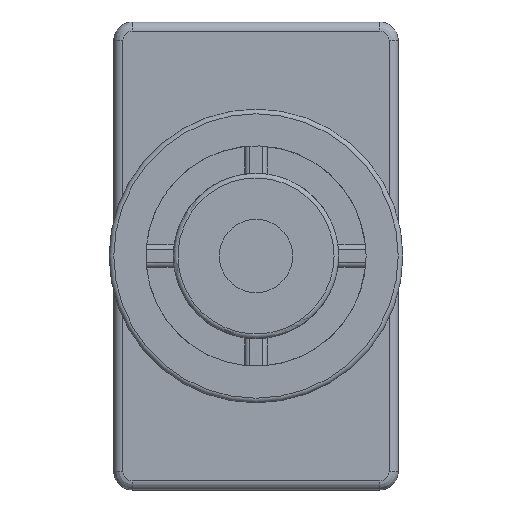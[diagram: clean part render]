
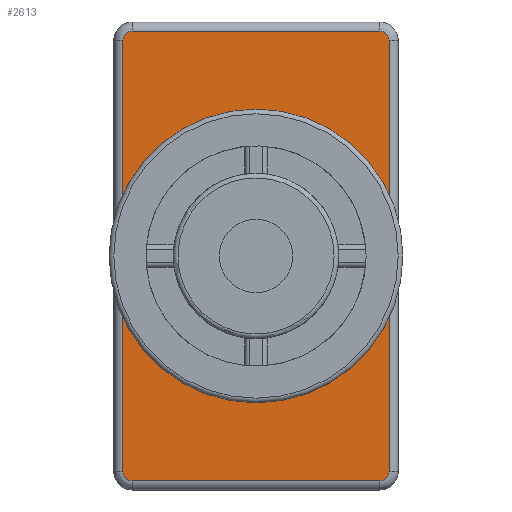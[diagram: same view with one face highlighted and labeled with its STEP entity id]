
A CAD part, front view. The second image highlights one B-rep face of the part: STEP entity #2613.
In plain terms, the highlighted face is planar.
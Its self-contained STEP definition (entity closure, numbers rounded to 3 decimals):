
#76=FACE_BOUND('',#527,.T.);
#147=CIRCLE('',#2823,1.);
#167=CIRCLE('',#2847,1.);
#172=CIRCLE('',#2855,1.);
#174=CIRCLE('',#2860,1.);
#175=CIRCLE('',#2861,6.5);
#233=PLANE('',#2859);
#357=FACE_OUTER_BOUND('',#526,.T.);
#526=EDGE_LOOP('',(#2181,#2182,#2183,#2184,#2185,#2186,#2187,#2188));
#527=EDGE_LOOP('',(#2189));
#743=LINE('',#4679,#959);
#751=LINE('',#4727,#967);
#755=LINE('',#4752,#971);
#757=LINE('',#4758,#973);
#959=VECTOR('',#3378,27.);
#967=VECTOR('',#3428,47.);
#971=VECTOR('',#3446,27.);
#973=VECTOR('',#3454,47.);
#1268=VERTEX_POINT('',#4661);
#1269=VERTEX_POINT('',#4663);
#1274=VERTEX_POINT('',#4677);
#1282=VERTEX_POINT('',#4717);
#1284=VERTEX_POINT('',#4725);
#1285=VERTEX_POINT('',#4739);
#1288=VERTEX_POINT('',#4744);
#1289=VERTEX_POINT('',#4751);
#1291=VERTEX_POINT('',#4759);
#1580=EDGE_CURVE('',#1268,#1269,#147,.T.);
#1588=EDGE_CURVE('',#1274,#1268,#743,.T.);
#1609=EDGE_CURVE('',#1282,#1274,#167,.T.);
#1613=EDGE_CURVE('',#1284,#1282,#751,.T.);
#1618=EDGE_CURVE('',#1288,#1285,#172,.T.);
#1621=EDGE_CURVE('',#1285,#1289,#755,.T.);
#1624=EDGE_CURVE('',#1289,#1284,#174,.T.);
#1625=EDGE_CURVE('',#1269,#1288,#757,.T.);
#1626=EDGE_CURVE('',#1291,#1291,#175,.T.);
#2181=ORIENTED_EDGE('',*,*,#1580,.F.);
#2182=ORIENTED_EDGE('',*,*,#1588,.F.);
#2183=ORIENTED_EDGE('',*,*,#1609,.F.);
#2184=ORIENTED_EDGE('',*,*,#1613,.F.);
#2185=ORIENTED_EDGE('',*,*,#1624,.F.);
#2186=ORIENTED_EDGE('',*,*,#1621,.F.);
#2187=ORIENTED_EDGE('',*,*,#1618,.F.);
#2188=ORIENTED_EDGE('',*,*,#1625,.F.);
#2189=ORIENTED_EDGE('',*,*,#1626,.T.);
#2613=ADVANCED_FACE('',(#357,#76),#233,.T.);
#2823=AXIS2_PLACEMENT_3D('',#4664,#3361,#3362);
#2847=AXIS2_PLACEMENT_3D('',#4719,#3418,#3419);
#2855=AXIS2_PLACEMENT_3D('',#4746,#3438,#3439);
#2859=AXIS2_PLACEMENT_3D('',#4756,#3450,#3451);
#2860=AXIS2_PLACEMENT_3D('',#4757,#3452,#3453);
#2861=AXIS2_PLACEMENT_3D('',#4760,#3455,#3456);
#3361=DIRECTION('center_axis',(0.,-1.,0.));
#3362=DIRECTION('ref_axis',(-0.707,0.,-0.707));
#3378=DIRECTION('',(0.,0.,-1.));
#3418=DIRECTION('center_axis',(0.,-1.,0.));
#3419=DIRECTION('ref_axis',(-0.707,0.,0.707));
#3428=DIRECTION('',(-1.,0.,0.));
#3438=DIRECTION('center_axis',(0.,-1.,0.));
#3439=DIRECTION('ref_axis',(0.707,0.,-0.707));
#3446=DIRECTION('',(0.,0.,1.));
#3450=DIRECTION('center_axis',(0.,1.,0.));
#3451=DIRECTION('ref_axis',(0.,0.,1.));
#3452=DIRECTION('center_axis',(0.,-1.,0.));
#3453=DIRECTION('ref_axis',(0.707,0.,0.707));
#3454=DIRECTION('',(1.,0.,0.));
#3455=DIRECTION('center_axis',(0.,-1.,0.));
#3456=DIRECTION('ref_axis',(-1.,0.,0.));
#4661=CARTESIAN_POINT('',(-1.25,19.,-26.75));
#4663=CARTESIAN_POINT('',(-0.25,19.,-27.75));
#4664=CARTESIAN_POINT('Origin',(-0.25,19.,-26.75));
#4677=CARTESIAN_POINT('',(-1.25,19.,0.25));
#4679=CARTESIAN_POINT('',(-1.25,19.,-21.));
#4717=CARTESIAN_POINT('',(-0.25,19.,1.25));
#4719=CARTESIAN_POINT('Origin',(-0.25,19.,0.25));
#4725=CARTESIAN_POINT('',(46.75,19.,1.25));
#4727=CARTESIAN_POINT('',(10.5,19.,1.25));
#4739=CARTESIAN_POINT('',(47.75,19.,-26.75));
#4744=CARTESIAN_POINT('',(46.75,19.,-27.75));
#4746=CARTESIAN_POINT('Origin',(46.75,19.,-26.75));
#4751=CARTESIAN_POINT('',(47.75,19.,0.25));
#4752=CARTESIAN_POINT('',(47.75,19.,-5.5));
#4756=CARTESIAN_POINT('Origin',(23.25,19.,-13.25));
#4757=CARTESIAN_POINT('Origin',(46.75,19.,0.25));
#4758=CARTESIAN_POINT('',(36.,19.,-27.75));
#4759=CARTESIAN_POINT('',(29.75,19.,-13.25));
#4760=CARTESIAN_POINT('Origin',(23.25,19.,-13.25));
